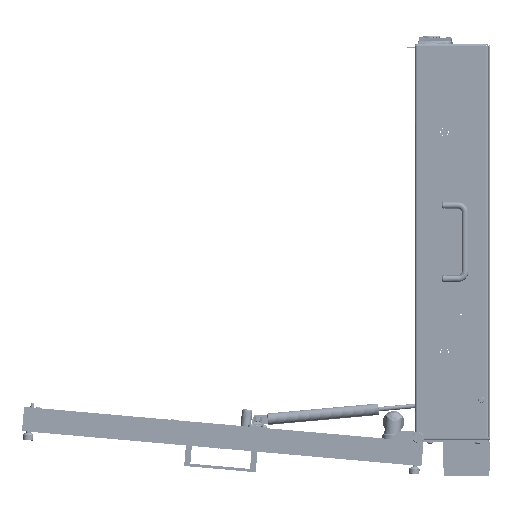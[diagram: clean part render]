
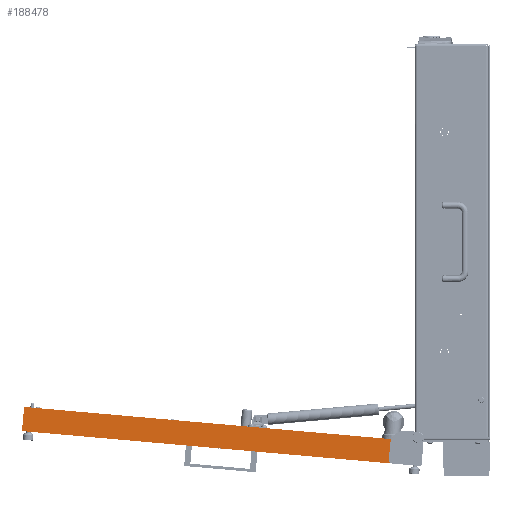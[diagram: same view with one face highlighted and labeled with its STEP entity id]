
A CAD part, left-side view. The second image highlights one B-rep face of the part: STEP entity #188478.
In plain terms, the highlighted planar face has unit normal (-1, 0, 0).
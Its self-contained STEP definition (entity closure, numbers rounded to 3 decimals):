
#296 = VERTEX_POINT ( 'NONE', #58775 ) ;
#4059 = CARTESIAN_POINT ( 'NONE',  ( -327.5, 33., -273. ) ) ;
#12597 = CARTESIAN_POINT ( 'NONE',  ( -327.5, 33., 273. ) ) ;
#14622 = CARTESIAN_POINT ( 'NONE',  ( -327.5, 28., -233. ) ) ;
#22289 = CARTESIAN_POINT ( 'NONE',  ( -327.5, 33., -228. ) ) ;
#25781 = VECTOR ( 'NONE', #41174, 1000. ) ;
#28062 = CARTESIAN_POINT ( 'NONE',  ( -327.5, 28., -228. ) ) ;
#34490 = VERTEX_POINT ( 'NONE', #237211 ) ;
#41174 = DIRECTION ( 'NONE',  ( 0., -1., 0. ) ) ;
#42318 = CIRCLE ( 'NONE', #183897, 5. ) ;
#53029 = LINE ( 'NONE', #128186, #176696 ) ;
#55961 = CARTESIAN_POINT ( 'NONE',  ( -327.5, 33., 273. ) ) ;
#56960 = AXIS2_PLACEMENT_3D ( 'NONE', #120752, #230497, #157776 ) ;
#57554 = EDGE_CURVE ( 'NONE', #205384, #240652, #191078, .T. ) ;
#58402 = LINE ( 'NONE', #55961, #25781 ) ;
#58775 = CARTESIAN_POINT ( 'NONE',  ( -327.5, 0., 273. ) ) ;
#63749 = CARTESIAN_POINT ( 'NONE',  ( -327.5, 33., -273. ) ) ;
#64241 = EDGE_CURVE ( 'NONE', #77731, #296, #58402, .T. ) ;
#64756 = EDGE_LOOP ( 'NONE', ( #136116, #79547, #135659, #78062, #128745, #239966 ) ) ;
#76013 = EDGE_CURVE ( 'NONE', #34490, #205384, #123936, .T. ) ;
#77731 = VERTEX_POINT ( 'NONE', #12597 ) ;
#78062 = ORIENTED_EDGE ( 'NONE', *, *, #64241, .F. ) ;
#79136 = DIRECTION ( 'NONE',  ( 0., 0., -1. ) ) ;
#79547 = ORIENTED_EDGE ( 'NONE', *, *, #76013, .F. ) ;
#82116 = CARTESIAN_POINT ( 'NONE',  ( -327.5, 7., -228. ) ) ;
#93973 = VERTEX_POINT ( 'NONE', #178349 ) ;
#99418 = EDGE_CURVE ( 'NONE', #93973, #240652, #42318, .T. ) ;
#99767 = DIRECTION ( 'NONE',  ( 0., 1., 0. ) ) ;
#113511 = AXIS2_PLACEMENT_3D ( 'NONE', #4059, #211059, #79136 ) ;
#120361 = DIRECTION ( 'NONE',  ( 0., 0., 1. ) ) ;
#120752 = CARTESIAN_POINT ( 'NONE',  ( -327.5, 7., -248. ) ) ;
#123936 = CIRCLE ( 'NONE', #56960, 20. ) ;
#128186 = CARTESIAN_POINT ( 'NONE',  ( -327.5, 0., -273. ) ) ;
#128745 = ORIENTED_EDGE ( 'NONE', *, *, #197158, .F. ) ;
#129390 = DIRECTION ( 'NONE',  ( 0., 0., 1. ) ) ;
#135227 = LINE ( 'NONE', #63749, #241707 ) ;
#135659 = ORIENTED_EDGE ( 'NONE', *, *, #216865, .T. ) ;
#136116 = ORIENTED_EDGE ( 'NONE', *, *, #57554, .F. ) ;
#142205 = VECTOR ( 'NONE', #99767, 1000. ) ;
#153191 = FACE_OUTER_BOUND ( 'NONE', #64756, .T. ) ;
#157776 = DIRECTION ( 'NONE',  ( 0., 0., -1. ) ) ;
#172879 = PLANE ( 'NONE',  #113511 ) ;
#176696 = VECTOR ( 'NONE', #129390, 1000. ) ;
#178349 = CARTESIAN_POINT ( 'NONE',  ( -327.5, 33., -233. ) ) ;
#182218 = DIRECTION ( 'NONE',  ( 1., 0., 0. ) ) ;
#183897 = AXIS2_PLACEMENT_3D ( 'NONE', #14622, #182218, #198332 ) ;
#188478 = ADVANCED_FACE ( 'NONE', ( #153191 ), #172879, .F. ) ;
#191078 = LINE ( 'NONE', #22289, #142205 ) ;
#197158 = EDGE_CURVE ( 'NONE', #93973, #77731, #135227, .T. ) ;
#198332 = DIRECTION ( 'NONE',  ( 0., 0., -1. ) ) ;
#205384 = VERTEX_POINT ( 'NONE', #82116 ) ;
#211059 = DIRECTION ( 'NONE',  ( 1., 0., 0. ) ) ;
#216865 = EDGE_CURVE ( 'NONE', #34490, #296, #53029, .T. ) ;
#230497 = DIRECTION ( 'NONE',  ( -1., 0., 0. ) ) ;
#237211 = CARTESIAN_POINT ( 'NONE',  ( -327.5, 0., -229.265 ) ) ;
#239966 = ORIENTED_EDGE ( 'NONE', *, *, #99418, .T. ) ;
#240652 = VERTEX_POINT ( 'NONE', #28062 ) ;
#241707 = VECTOR ( 'NONE', #120361, 1000. ) ;
